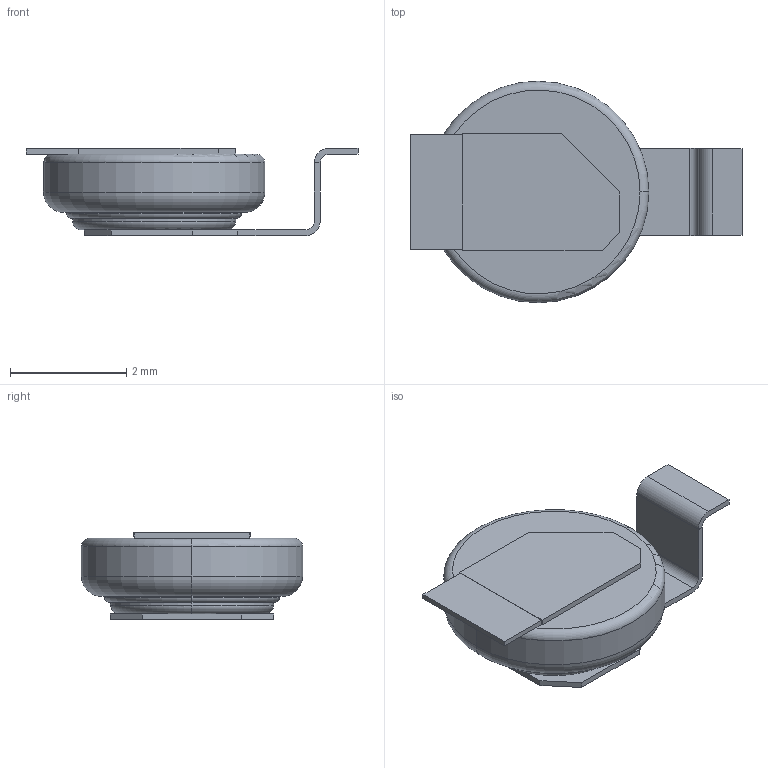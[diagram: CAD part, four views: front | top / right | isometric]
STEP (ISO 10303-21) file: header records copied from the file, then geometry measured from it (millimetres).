
FILE_DESCRIPTION (( 'STEP AP214' ), '1' );
FILE_NAME ('PAS311-VA6R.STEP', '2013-08-20T11:23:20', ( 'Master' ), ( '' ), 'SwSTEP 2.0', 'SolidWorks 2010', '' );
FILE_SCHEMA (( 'AUTOMOTIVE_DESIGN' ));
Length unit declared in the file: millimetre
Products named in the file (1): PAS311-VA6R
Bounding box: 5.7 x 3.8 x 1.5 mm (x, y, z)
Volume: 14.7 mm3; surface area: 51.9 mm2
Topology: 1 solids, 1 shells, 54 faces, 134 edges, 84 vertices
Faces by surface type: plane 36, cylinder 10, torus 8
Entity records: 2064 total; most frequent: DIRECTION 284, CARTESIAN_POINT 273, ORIENTED_EDGE 268, EDGE_CURVE 134, AXIS2_PLACEMENT_3D 95, LINE 94, VECTOR 94, VERTEX_POINT 84
